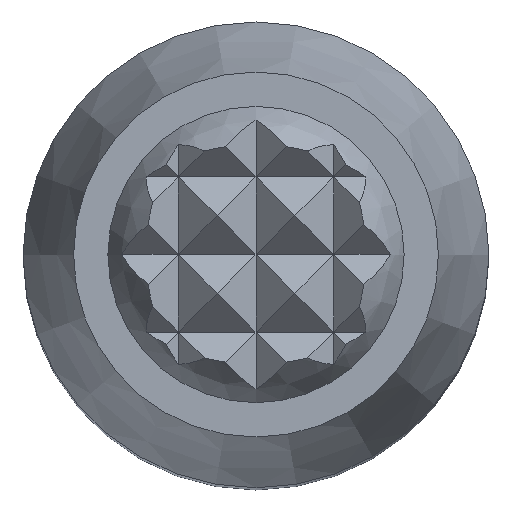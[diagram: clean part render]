
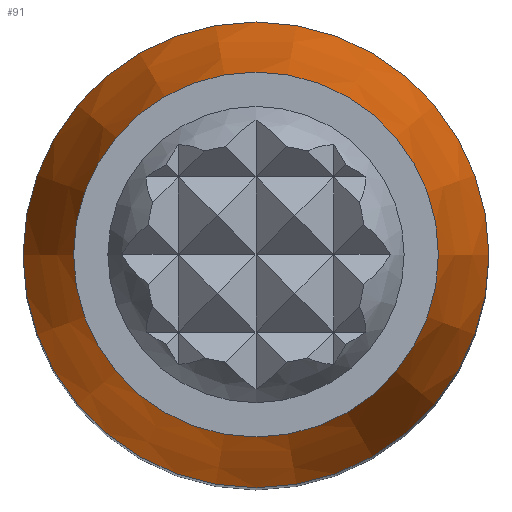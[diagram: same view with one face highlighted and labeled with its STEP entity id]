
A CAD part, top view. The second image highlights one B-rep face of the part: STEP entity #91.
In plain terms, the highlighted conical face has half-angle 14.57 degrees and reference radius 2.35 mm.
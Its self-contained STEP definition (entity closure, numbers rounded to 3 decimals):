
#91 = ADVANCED_FACE( '', ( #242, #243 ), #244, .T. );
#242 = FACE_OUTER_BOUND( '', #457, .T. );
#243 = FACE_BOUND( '', #458, .T. );
#244 = CONICAL_SURFACE( '', #459, 2.35, 0.254 );
#457 = EDGE_LOOP( '', ( #666 ) );
#458 = EDGE_LOOP( '', ( #667 ) );
#459 = AXIS2_PLACEMENT_3D( '', #668, #669, #670 );
#666 = ORIENTED_EDGE( '', *, *, #1189, .F. );
#667 = ORIENTED_EDGE( '', *, *, #1190, .F. );
#668 = CARTESIAN_POINT( '', ( 0., 0., 19.4 ) );
#669 = DIRECTION( '', ( 0., 0., -1. ) );
#670 = DIRECTION( '', ( -1., 0., 0. ) );
#1189 = EDGE_CURVE( '', #1384, #1384, #1385, .F. );
#1190 = EDGE_CURVE( '', #1386, #1386, #1387, .T. );
#1384 = VERTEX_POINT( '', #1646 );
#1385 = CIRCLE( '', #1647, 3. );
#1386 = VERTEX_POINT( '', #1648 );
#1387 = CIRCLE( '', #1649, 2.35 );
#1646 = CARTESIAN_POINT( '', ( 3., 0., 16.9 ) );
#1647 = AXIS2_PLACEMENT_3D( '', #1991, #1992, #1993 );
#1648 = CARTESIAN_POINT( '', ( 2.35, 0., 19.4 ) );
#1649 = AXIS2_PLACEMENT_3D( '', #1994, #1995, #1996 );
#1991 = CARTESIAN_POINT( '', ( 0., 0., 16.9 ) );
#1992 = DIRECTION( '', ( 0., 0., 1. ) );
#1993 = DIRECTION( '', ( 1., 0., 0. ) );
#1994 = CARTESIAN_POINT( '', ( 0., 0., 19.4 ) );
#1995 = DIRECTION( '', ( 0., 0., 1. ) );
#1996 = DIRECTION( '', ( 1., 0., 0. ) );
